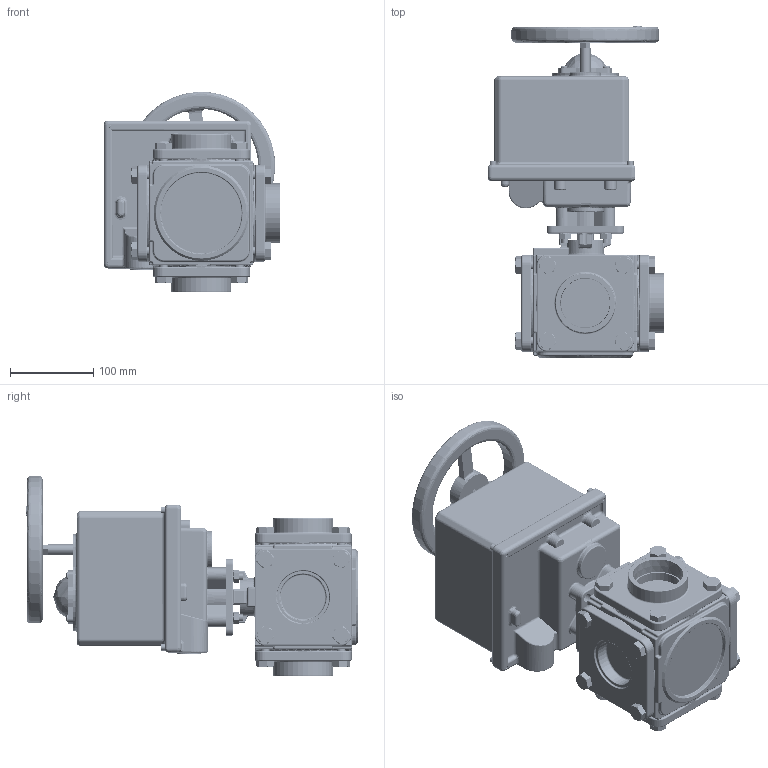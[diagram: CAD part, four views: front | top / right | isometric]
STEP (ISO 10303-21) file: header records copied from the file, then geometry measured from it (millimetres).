
FILE_DESCRIPTION (( 'STEP AP203' ), '1' );
FILE_NAME ('3W21F-200-PT_ER-15.STEP', '2018-01-25T18:02:03', ( '' ), ( '' ), 'SwSTEP 2.0', 'SolidWorks 2014', '' );
FILE_SCHEMA (( 'CONFIG_CONTROL_DESIGN' ));
Products named in the file (1): 3W21F-200-PT_ER-15
Bounding box: 212.47 x 399.06 x 240.69 mm (x, y, z)
Surface area: 685885.1 mm2 (no closed solid volume)
Topology: 0 solids, 49 shells, 3261 faces, 8277 edges, 5069 vertices
Faces by surface type: cylinder 1530, plane 763, cone 421, bspline 385, torus 117, sphere 45
Entity records: 140582 total; most frequent: CARTESIAN_POINT 69577, ORIENTED_EDGE 16330, DIRECTION 13351, EDGE_CURVE 8167, AXIS2_PLACEMENT_3D 5120, VERTEX_POINT 5069, EDGE_LOOP 3430, FACE_OUTER_BOUND 3261
